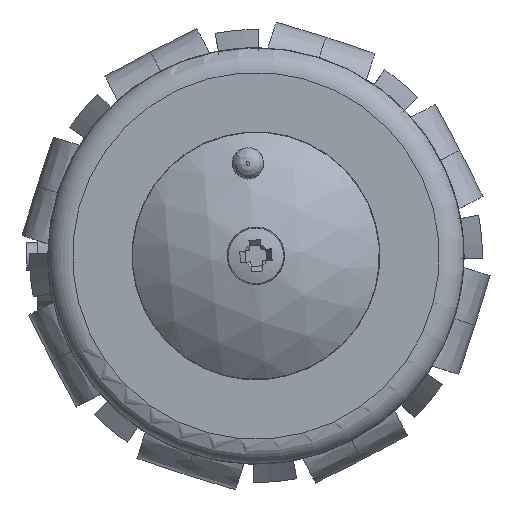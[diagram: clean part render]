
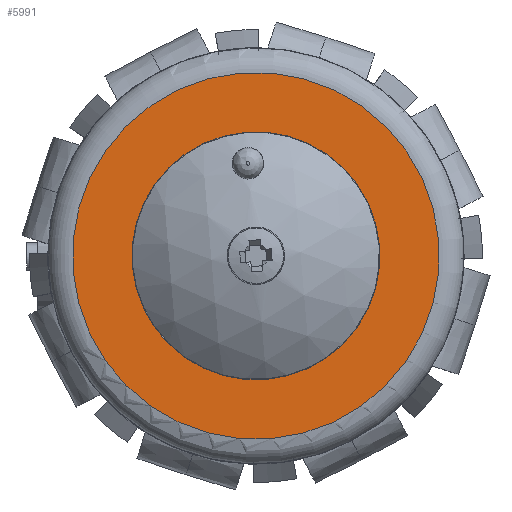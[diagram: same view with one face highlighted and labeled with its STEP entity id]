
A CAD part, top view. The second image highlights one B-rep face of the part: STEP entity #5991.
In plain terms, the highlighted planar face has unit normal (0, 0, 1).
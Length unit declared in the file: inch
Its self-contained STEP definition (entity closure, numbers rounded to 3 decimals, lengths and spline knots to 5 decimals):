
#315=PLANE($,#6508);
#535=FACE_BOUND($,#1201,.T.);
#536=FACE_BOUND($,#1202,.T.);
#1201=EDGE_LOOP($,(#4646));
#1202=EDGE_LOOP($,(#4647));
#2616=CIRCLE($,#6503,0.534);
#2617=CIRCLE($,#6505,0.78985);
#2937=VERTEX_POINT($,#9421);
#2938=VERTEX_POINT($,#9424);
#3581=EDGE_CURVE($,#2937,#2937,#2616,.T.);
#3582=EDGE_CURVE($,#2938,#2938,#2617,.T.);
#4646=ORIENTED_EDGE($,*,*,#3581,.T.);
#4647=ORIENTED_EDGE($,*,*,#3582,.F.);
#5991=ADVANCED_FACE($,(#535,#536),#315,.T.);
#6503=AXIS2_PLACEMENT_3D($,#9422,#7538,#7539);
#6505=AXIS2_PLACEMENT_3D($,#9425,#7542,#7543);
#6508=AXIS2_PLACEMENT_3D($,#9429,#7548,#7549);
#7538=DIRECTION('center_axis',(0.,0.,-1.));
#7539=DIRECTION('ref_axis',(-1.,0.,0.));
#7542=DIRECTION('center_axis',(0.,0.,-1.));
#7543=DIRECTION('ref_axis',(-1.,0.,0.));
#7548=DIRECTION('center_axis',(0.,0.,1.));
#7549=DIRECTION('ref_axis',(1.,0.,0.));
#9421=CARTESIAN_POINT('',(0.534,0.,0.083));
#9422=CARTESIAN_POINT('Origin',(0.,0.,0.083));
#9424=CARTESIAN_POINT('',(0.78985,0.,0.083));
#9425=CARTESIAN_POINT('Origin',(0.,0.,0.083));
#9429=CARTESIAN_POINT('Origin',(0.,0.,
0.083));
